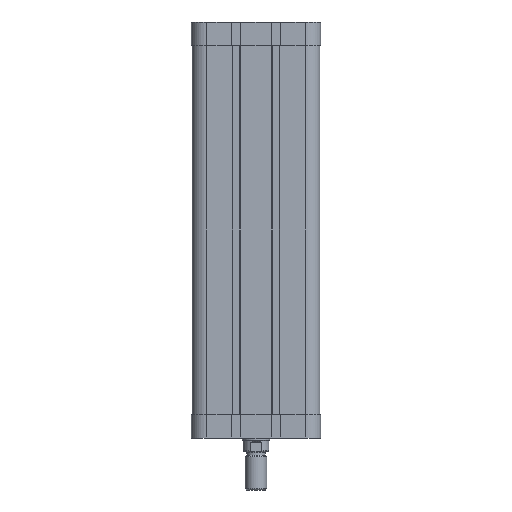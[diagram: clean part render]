
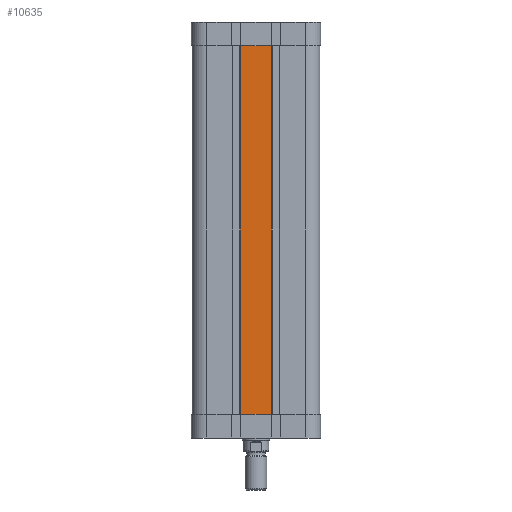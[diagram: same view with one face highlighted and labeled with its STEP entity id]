
A CAD part, front view. The second image highlights one B-rep face of the part: STEP entity #10635.
In plain terms, the highlighted planar face has unit normal (0, -1, 0).
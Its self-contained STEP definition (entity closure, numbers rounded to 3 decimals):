
#602=LINE('',#18321,#1384);
#676=LINE('',#18663,#1458);
#826=LINE('',#19093,#1608);
#827=LINE('',#19095,#1609);
#1384=VECTOR('',#13712,23.3);
#1458=VECTOR('',#13982,23.3);
#1608=VECTOR('',#14478,269.);
#1609=VECTOR('',#14481,269.);
#2316=PLANE('',#11713);
#3130=FACE_OUTER_BOUND('',#3969,.T.);
#3969=EDGE_LOOP('',(#9623,#9624,#9625,#9626));
#5333=VERTEX_POINT('',#18318);
#5334=VERTEX_POINT('',#18320);
#5503=VERTEX_POINT('',#18660);
#5504=VERTEX_POINT('',#18662);
#6606=EDGE_CURVE('',#5333,#5334,#602,.T.);
#6776=EDGE_CURVE('',#5504,#5503,#676,.T.);
#6990=EDGE_CURVE('',#5333,#5504,#826,.T.);
#6991=EDGE_CURVE('',#5334,#5503,#827,.T.);
#9623=ORIENTED_EDGE('',*,*,#6776,.T.);
#9624=ORIENTED_EDGE('',*,*,#6991,.F.);
#9625=ORIENTED_EDGE('',*,*,#6606,.F.);
#9626=ORIENTED_EDGE('',*,*,#6990,.T.);
#10635=ADVANCED_FACE('',(#3130),#2316,.T.);
#11713=AXIS2_PLACEMENT_3D('',#19094,#14479,#14480);
#13712=DIRECTION('',(-1.,0.,0.));
#13982=DIRECTION('',(-1.,0.,0.));
#14478=DIRECTION('',(0.,0.,1.));
#14479=DIRECTION('center_axis',(0.,-1.,0.));
#14480=DIRECTION('ref_axis',(0.,0.,-1.));
#14481=DIRECTION('',(0.,0.,1.));
#18318=CARTESIAN_POINT('',(11.65,-46.75,-269.));
#18320=CARTESIAN_POINT('',(-11.65,-46.75,-269.));
#18321=CARTESIAN_POINT('',(11.65,-46.75,-269.));
#18660=CARTESIAN_POINT('',(-11.65,-46.75,0.));
#18662=CARTESIAN_POINT('',(11.65,-46.75,0.));
#18663=CARTESIAN_POINT('',(11.65,-46.75,0.));
#19093=CARTESIAN_POINT('',(11.65,-46.75,-269.));
#19094=CARTESIAN_POINT('Origin',(11.65,-46.75,-269.));
#19095=CARTESIAN_POINT('',(-11.65,-46.75,-269.));
